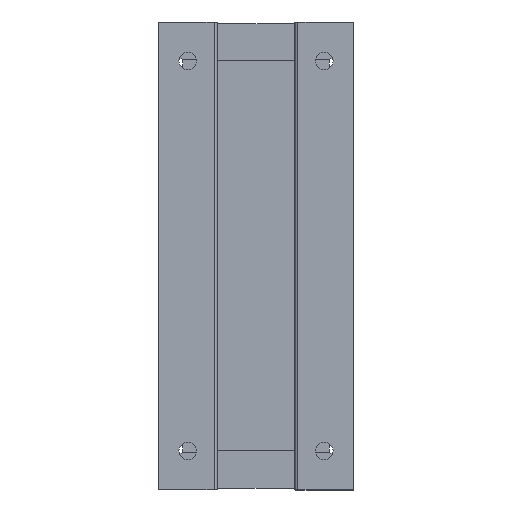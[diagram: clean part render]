
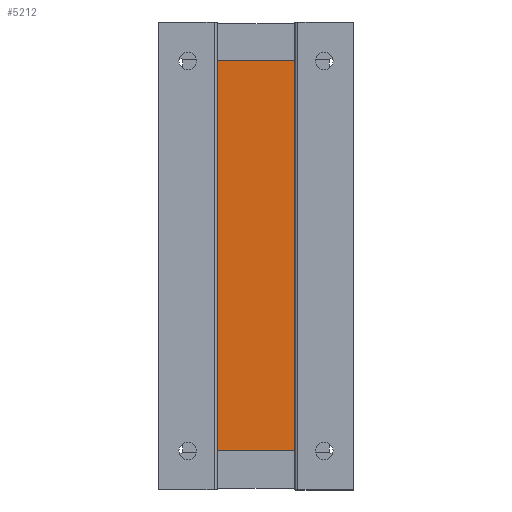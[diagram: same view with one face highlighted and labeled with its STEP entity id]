
A CAD part, front view. The second image highlights one B-rep face of the part: STEP entity #5212.
In plain terms, the highlighted planar face has unit normal (0, -1, 0).
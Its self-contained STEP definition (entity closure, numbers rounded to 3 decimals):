
#811=FACE_OUTER_BOUND('',#1092,.T.);
#1092=EDGE_LOOP('',(#3621,#3622,#3623,#3624));
#1425=LINE('',#7911,#1913);
#1426=LINE('',#7914,#1914);
#1427=LINE('',#7916,#1915);
#1428=LINE('',#7917,#1916);
#1913=VECTOR('',#6320,10.);
#1914=VECTOR('',#6323,10.);
#1915=VECTOR('',#6324,10.);
#1916=VECTOR('',#6325,10.);
#2394=VERTEX_POINT('',#7904);
#2397=VERTEX_POINT('',#7909);
#2398=VERTEX_POINT('',#7913);
#2399=VERTEX_POINT('',#7915);
#2878=EDGE_CURVE('',#2394,#2397,#1425,.T.);
#2879=EDGE_CURVE('',#2398,#2394,#1426,.T.);
#2880=EDGE_CURVE('',#2399,#2397,#1427,.T.);
#2881=EDGE_CURVE('',#2398,#2399,#1428,.T.);
#3621=ORIENTED_EDGE('',*,*,#2879,.T.);
#3622=ORIENTED_EDGE('',*,*,#2878,.T.);
#3623=ORIENTED_EDGE('',*,*,#2880,.F.);
#3624=ORIENTED_EDGE('',*,*,#2881,.F.);
#5038=PLANE('',#5717);
#5212=ADVANCED_FACE('',(#811),#5038,.T.);
#5717=AXIS2_PLACEMENT_3D('',#7912,#6321,#6322);
#6320=DIRECTION('',(1.,0.,0.));
#6321=DIRECTION('center_axis',(0.,-1.,0.));
#6322=DIRECTION('ref_axis',(0.,0.,-1.));
#6323=DIRECTION('',(0.,0.,-1.));
#6324=DIRECTION('',(0.,0.,-1.));
#6325=DIRECTION('',(1.,0.,0.));
#7904=CARTESIAN_POINT('',(0.,0.,0.));
#7909=CARTESIAN_POINT('',(40.,0.,0.));
#7911=CARTESIAN_POINT('',(0.,0.,0.));
#7912=CARTESIAN_POINT('Origin',(0.,0.,200.));
#7913=CARTESIAN_POINT('',(0.,0.,200.));
#7914=CARTESIAN_POINT('',(0.,0.,200.));
#7915=CARTESIAN_POINT('',(40.,0.,200.));
#7916=CARTESIAN_POINT('',(40.,0.,200.));
#7917=CARTESIAN_POINT('',(0.,0.,200.));
